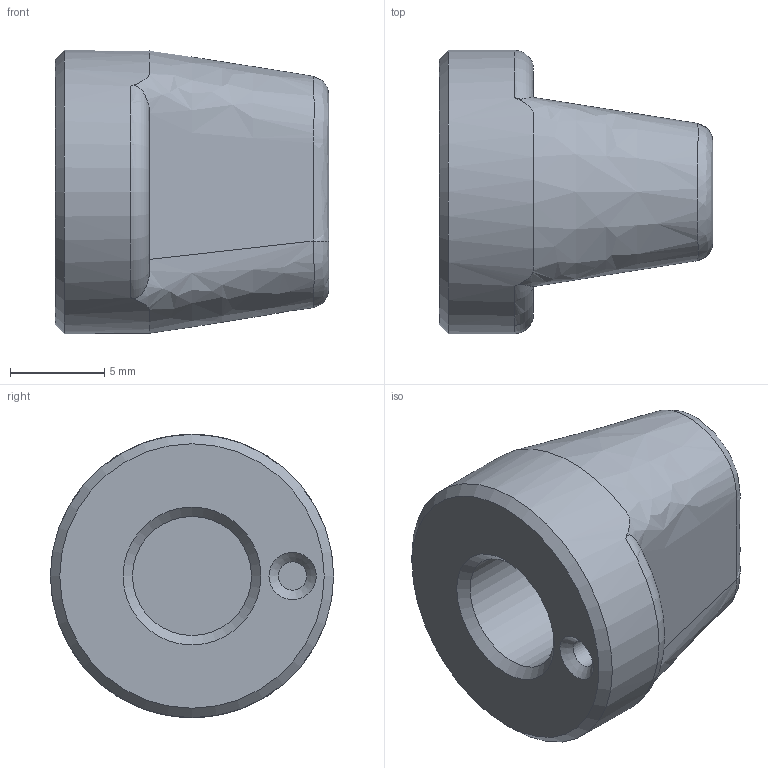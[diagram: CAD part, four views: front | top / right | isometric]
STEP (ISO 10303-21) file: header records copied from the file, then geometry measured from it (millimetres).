
FILE_DESCRIPTION(/* description */ (''),/* implementation_level */ '2;1');
FILE_NAME(/* name */ 'Regler_HiUn.step',/* time_stamp */ '2021-12-01T19:49:45+01:00',/* author */ (''),/* organization */ (''),/* preprocessor_version */ 'ST-DEVELOPER v18.1',/* originating_system */ 'Autodesk Translation Framework v10.10.0.1391',/* authorisation */ '');
FILE_SCHEMA (('AUTOMOTIVE_DESIGN { 1 0 10303 214 3 1 1 }'));
Length unit declared in the file: millimetre
Products named in the file (1): Regler_HiUn
Bounding box: 14.5 x 15 x 15 mm (x, y, z)
Volume: 1448.6 mm3; surface area: 1115.1 mm2
Topology: 1 solids, 1 shells, 18 faces, 47 edges, 33 vertices
Faces by surface type: plane 6, bspline 4, cone 3, cylinder 3, torus 2
Full cylindrical faces by diameter (mm): 1.5 x1, 6.3 x1, 15 x1
Entity records: 1127 total; most frequent: CARTESIAN_POINT 681, ORIENTED_EDGE 94, DIRECTION 72, EDGE_CURVE 47, VERTEX_POINT 33, AXIS2_PLACEMENT_3D 32, B_SPLINE_CURVE_WITH_KNOTS 22, EDGE_LOOP 20
